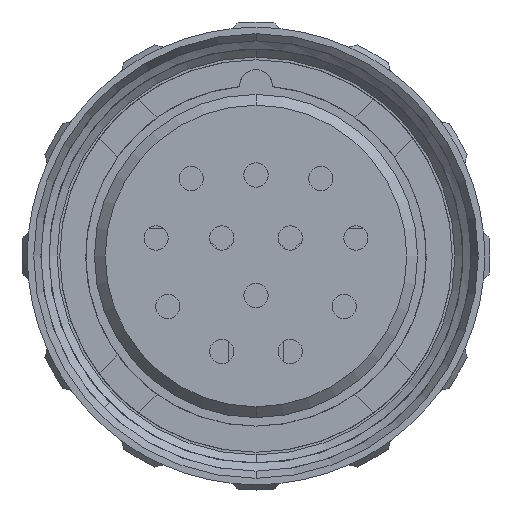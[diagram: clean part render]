
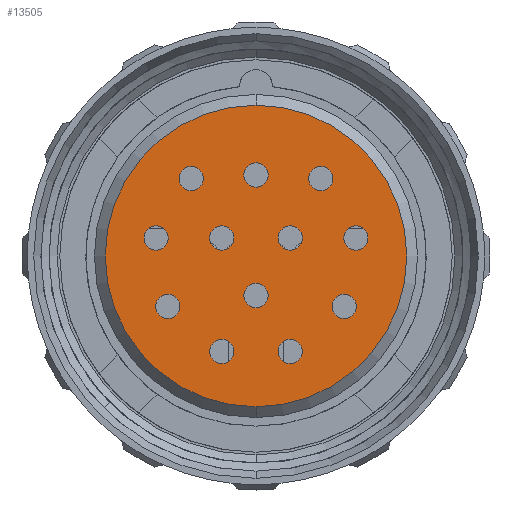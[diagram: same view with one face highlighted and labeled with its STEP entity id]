
A CAD part, left-side view. The second image highlights one B-rep face of the part: STEP entity #13505.
In plain terms, the highlighted planar face has unit normal (-1, 0, 0).
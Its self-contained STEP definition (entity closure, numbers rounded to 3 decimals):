
#1742=CARTESIAN_POINT('',(-13.8,0.,0.));
#1743=DIRECTION('',(-1.,0.,0.));
#1744=DIRECTION('',(0.,0.,-1.));
#1745=AXIS2_PLACEMENT_3D('',#1742,#1743,#1744);
#1747=CARTESIAN_POINT('',(-13.8,0.,0.));
#1748=DIRECTION('',(-1.,0.,0.));
#1749=DIRECTION('',(0.,0.,1.));
#1750=AXIS2_PLACEMENT_3D('',#1747,#1748,#1749);
#1752=CARTESIAN_POINT('',(-13.8,4.9,-2.8));
#1753=DIRECTION('',(1.,0.,0.));
#1754=DIRECTION('',(0.,0.,-1.));
#1755=AXIS2_PLACEMENT_3D('',#1752,#1753,#1754);
#1757=CARTESIAN_POINT('',(-13.8,4.9,-2.8));
#1758=DIRECTION('',(1.,0.,0.));
#1759=DIRECTION('',(0.,0.,1.));
#1760=AXIS2_PLACEMENT_3D('',#1757,#1758,#1759);
#1762=CARTESIAN_POINT('',(-13.8,5.55,1.));
#1763=DIRECTION('',(1.,0.,0.));
#1764=DIRECTION('',(0.,0.,-1.));
#1765=AXIS2_PLACEMENT_3D('',#1762,#1763,#1764);
#1767=CARTESIAN_POINT('',(-13.8,5.55,1.));
#1768=DIRECTION('',(1.,0.,0.));
#1769=DIRECTION('',(0.,0.,1.));
#1770=AXIS2_PLACEMENT_3D('',#1767,#1768,#1769);
#1772=CARTESIAN_POINT('',(-13.8,3.6,4.3));
#1773=DIRECTION('',(-1.,0.,0.));
#1774=DIRECTION('',(0.,0.,1.));
#1775=AXIS2_PLACEMENT_3D('',#1772,#1773,#1774);
#1777=CARTESIAN_POINT('',(-13.8,3.6,4.3));
#1778=DIRECTION('',(-1.,0.,0.));
#1779=DIRECTION('',(0.,0.,-1.));
#1780=AXIS2_PLACEMENT_3D('',#1777,#1778,#1779);
#1782=CARTESIAN_POINT('',(-13.8,1.9,1.));
#1783=DIRECTION('',(1.,0.,0.));
#1784=DIRECTION('',(0.,0.,-1.));
#1785=AXIS2_PLACEMENT_3D('',#1782,#1783,#1784);
#1787=CARTESIAN_POINT('',(-13.8,1.9,1.));
#1788=DIRECTION('',(1.,0.,0.));
#1789=DIRECTION('',(0.,0.,1.));
#1790=AXIS2_PLACEMENT_3D('',#1787,#1788,#1789);
#1792=CARTESIAN_POINT('',(-13.8,1.9,-5.3));
#1793=DIRECTION('',(-1.,0.,0.));
#1794=DIRECTION('',(0.,0.,1.));
#1795=AXIS2_PLACEMENT_3D('',#1792,#1793,#1794);
#1797=CARTESIAN_POINT('',(-13.8,1.9,-5.3));
#1798=DIRECTION('',(-1.,0.,0.));
#1799=DIRECTION('',(0.,0.,-1.));
#1800=AXIS2_PLACEMENT_3D('',#1797,#1798,#1799);
#1802=CARTESIAN_POINT('',(-13.8,-1.9,-5.3));
#1803=DIRECTION('',(-1.,0.,0.));
#1804=DIRECTION('',(0.,0.,1.));
#1805=AXIS2_PLACEMENT_3D('',#1802,#1803,#1804);
#1807=CARTESIAN_POINT('',(-13.8,-1.9,-5.3));
#1808=DIRECTION('',(-1.,0.,0.));
#1809=DIRECTION('',(0.,0.,-1.));
#1810=AXIS2_PLACEMENT_3D('',#1807,#1808,#1809);
#1812=CARTESIAN_POINT('',(-13.8,0.,-2.2));
#1813=DIRECTION('',(1.,0.,0.));
#1814=DIRECTION('',(0.,0.,-1.));
#1815=AXIS2_PLACEMENT_3D('',#1812,#1813,#1814);
#1817=CARTESIAN_POINT('',(-13.8,0.,-2.2));
#1818=DIRECTION('',(1.,0.,0.));
#1819=DIRECTION('',(0.,0.,1.));
#1820=AXIS2_PLACEMENT_3D('',#1817,#1818,#1819);
#1822=CARTESIAN_POINT('',(-13.8,-1.9,1.));
#1823=DIRECTION('',(1.,0.,0.));
#1824=DIRECTION('',(0.,0.,-1.));
#1825=AXIS2_PLACEMENT_3D('',#1822,#1823,#1824);
#1827=CARTESIAN_POINT('',(-13.8,-1.9,1.));
#1828=DIRECTION('',(1.,0.,0.));
#1829=DIRECTION('',(0.,0.,1.));
#1830=AXIS2_PLACEMENT_3D('',#1827,#1828,#1829);
#1832=CARTESIAN_POINT('',(-13.8,-4.9,-2.8));
#1833=DIRECTION('',(1.,0.,0.));
#1834=DIRECTION('',(0.,0.,-1.));
#1835=AXIS2_PLACEMENT_3D('',#1832,#1833,#1834);
#1837=CARTESIAN_POINT('',(-13.8,-4.9,-2.8));
#1838=DIRECTION('',(1.,0.,0.));
#1839=DIRECTION('',(0.,0.,1.));
#1840=AXIS2_PLACEMENT_3D('',#1837,#1838,#1839);
#1842=CARTESIAN_POINT('',(-13.8,-5.55,1.));
#1843=DIRECTION('',(1.,0.,0.));
#1844=DIRECTION('',(0.,0.,-1.));
#1845=AXIS2_PLACEMENT_3D('',#1842,#1843,#1844);
#1847=CARTESIAN_POINT('',(-13.8,-5.55,1.));
#1848=DIRECTION('',(1.,0.,0.));
#1849=DIRECTION('',(0.,0.,1.));
#1850=AXIS2_PLACEMENT_3D('',#1847,#1848,#1849);
#1852=CARTESIAN_POINT('',(-13.8,-3.6,4.3));
#1853=DIRECTION('',(-1.,0.,0.));
#1854=DIRECTION('',(0.,0.,1.));
#1855=AXIS2_PLACEMENT_3D('',#1852,#1853,#1854);
#1857=CARTESIAN_POINT('',(-13.8,-3.6,4.3));
#1858=DIRECTION('',(-1.,0.,0.));
#1859=DIRECTION('',(0.,0.,-1.));
#1860=AXIS2_PLACEMENT_3D('',#1857,#1858,#1859);
#1862=CARTESIAN_POINT('',(-13.8,0.,4.5));
#1863=DIRECTION('',(1.,0.,0.));
#1864=DIRECTION('',(0.,0.,-1.));
#1865=AXIS2_PLACEMENT_3D('',#1862,#1863,#1864);
#1867=CARTESIAN_POINT('',(-13.8,0.,4.5));
#1868=DIRECTION('',(1.,0.,0.));
#1869=DIRECTION('',(0.,0.,1.));
#1870=AXIS2_PLACEMENT_3D('',#1867,#1868,#1869);
#7858=CARTESIAN_POINT('',(-13.8,1.9,1.675));
#7859=VERTEX_POINT('',#7858);
#7916=CARTESIAN_POINT('',(-13.8,-1.9,1.675));
#7917=CARTESIAN_POINT('',(-13.8,-1.9,0.325));
#7918=VERTEX_POINT('',#7916);
#7919=VERTEX_POINT('',#7917);
#7936=CARTESIAN_POINT('',(-13.8,4.9,-3.475));
#7938=VERTEX_POINT('',#7936);
#7968=CARTESIAN_POINT('',(-13.8,-5.55,0.325));
#7970=VERTEX_POINT('',#7968);
#7974=CARTESIAN_POINT('',(-13.8,5.55,0.325));
#7975=CARTESIAN_POINT('',(-13.8,5.55,1.675));
#7976=VERTEX_POINT('',#7974);
#7977=VERTEX_POINT('',#7975);
#7978=CARTESIAN_POINT('',(-13.8,-1.9,-5.975));
#7979=CARTESIAN_POINT('',(-13.8,-1.9,-4.625));
#7980=VERTEX_POINT('',#7978);
#7981=VERTEX_POINT('',#7979);
#8001=CARTESIAN_POINT('',(-13.8,-5.55,1.675));
#8003=VERTEX_POINT('',#8001);
#8017=CARTESIAN_POINT('',(-13.8,4.9,-2.125));
#8018=VERTEX_POINT('',#8017);
#8019=CARTESIAN_POINT('',(-13.8,0.,-1.525));
#8021=VERTEX_POINT('',#8019);
#8039=CARTESIAN_POINT('',(-13.8,-4.9,-3.475));
#8040=CARTESIAN_POINT('',(-13.8,-4.9,-2.125));
#8041=VERTEX_POINT('',#8039);
#8042=VERTEX_POINT('',#8040);
#8043=CARTESIAN_POINT('',(-13.8,0.,-8.375));
#8044=CARTESIAN_POINT('',(-13.8,0.,8.375));
#8045=VERTEX_POINT('',#8043);
#8046=VERTEX_POINT('',#8044);
#8064=CARTESIAN_POINT('',(-13.8,0.,-2.875));
#8065=VERTEX_POINT('',#8064);
#8119=CARTESIAN_POINT('',(-13.8,3.6,4.975));
#8120=CARTESIAN_POINT('',(-13.8,3.6,3.625));
#8121=VERTEX_POINT('',#8119);
#8122=VERTEX_POINT('',#8120);
#8124=CARTESIAN_POINT('',(-13.8,1.9,0.325));
#8125=VERTEX_POINT('',#8124);
#8136=CARTESIAN_POINT('',(-13.8,1.9,-4.625));
#8137=CARTESIAN_POINT('',(-13.8,1.9,-5.975));
#8138=VERTEX_POINT('',#8136);
#8139=VERTEX_POINT('',#8137);
#8186=CARTESIAN_POINT('',(-13.8,0.,3.825));
#8187=VERTEX_POINT('',#8186);
#8188=CARTESIAN_POINT('',(-13.8,-3.6,3.625));
#8189=CARTESIAN_POINT('',(-13.8,-3.6,4.975));
#8190=VERTEX_POINT('',#8188);
#8191=VERTEX_POINT('',#8189);
#8193=CARTESIAN_POINT('',(-13.8,0.,5.175));
#8194=VERTEX_POINT('',#8193);
#13430=CARTESIAN_POINT('',(-13.8,8.375,0.));
#13431=DIRECTION('',(1.,0.,0.));
#13432=DIRECTION('',(0.,1.,0.));
#13433=AXIS2_PLACEMENT_3D('',#13430,#13431,#13432);
#13434=PLANE('',#13433);
#13436=ORIENTED_EDGE('',*,*,#13435,.F.);
#13438=ORIENTED_EDGE('',*,*,#13437,.F.);
#13439=EDGE_LOOP('',(#13436,#13438));
#13440=FACE_OUTER_BOUND('',#13439,.F.);
#13442=ORIENTED_EDGE('',*,*,#13441,.F.);
#13444=ORIENTED_EDGE('',*,*,#13443,.F.);
#13445=EDGE_LOOP('',(#13442,#13444));
#13446=FACE_BOUND('',#13445,.F.);
#13447=ORIENTED_EDGE('',*,*,#13366,.F.);
#13449=ORIENTED_EDGE('',*,*,#13448,.F.);
#13450=EDGE_LOOP('',(#13447,#13449));
#13451=FACE_BOUND('',#13450,.F.);
#13453=ORIENTED_EDGE('',*,*,#13452,.T.);
#13455=ORIENTED_EDGE('',*,*,#13454,.T.);
#13456=EDGE_LOOP('',(#13453,#13455));
#13457=FACE_BOUND('',#13456,.F.);
#13458=ORIENTED_EDGE('',*,*,#13336,.F.);
#13459=ORIENTED_EDGE('',*,*,#12941,.F.);
#13460=EDGE_LOOP('',(#13458,#13459));
#13461=FACE_BOUND('',#13460,.F.);
#13463=ORIENTED_EDGE('',*,*,#13462,.T.);
#13465=ORIENTED_EDGE('',*,*,#13464,.T.);
#13466=EDGE_LOOP('',(#13463,#13465));
#13467=FACE_BOUND('',#13466,.F.);
#13469=ORIENTED_EDGE('',*,*,#13468,.T.);
#13471=ORIENTED_EDGE('',*,*,#13470,.T.);
#13472=EDGE_LOOP('',(#13469,#13471));
#13473=FACE_BOUND('',#13472,.F.);
#13474=ORIENTED_EDGE('',*,*,#13029,.F.);
#13476=ORIENTED_EDGE('',*,*,#13475,.F.);
#13477=EDGE_LOOP('',(#13474,#13476));
#13478=FACE_BOUND('',#13477,.F.);
#13480=ORIENTED_EDGE('',*,*,#13479,.F.);
#13482=ORIENTED_EDGE('',*,*,#13481,.F.);
#13483=EDGE_LOOP('',(#13480,#13482));
#13484=FACE_BOUND('',#13483,.F.);
#13485=ORIENTED_EDGE('',*,*,#12983,.F.);
#13487=ORIENTED_EDGE('',*,*,#13486,.F.);
#13488=EDGE_LOOP('',(#13485,#13487));
#13489=FACE_BOUND('',#13488,.F.);
#13490=ORIENTED_EDGE('',*,*,#13321,.F.);
#13492=ORIENTED_EDGE('',*,*,#13491,.F.);
#13493=EDGE_LOOP('',(#13490,#13492));
#13494=FACE_BOUND('',#13493,.F.);
#13496=ORIENTED_EDGE('',*,*,#13495,.T.);
#13498=ORIENTED_EDGE('',*,*,#13497,.T.);
#13499=EDGE_LOOP('',(#13496,#13498));
#13500=FACE_BOUND('',#13499,.F.);
#13501=ORIENTED_EDGE('',*,*,#13135,.F.);
#13502=ORIENTED_EDGE('',*,*,#13122,.F.);
#13503=EDGE_LOOP('',(#13501,#13502));
#13504=FACE_BOUND('',#13503,.F.);
#13505=ADVANCED_FACE('',(#13440,#13446,#13451,#13457,#13461,#13467,#13473,
#13478,#13484,#13489,#13494,#13500,#13504),#13434,.F.);
#1746=CIRCLE('',#1745,8.375);
#1751=CIRCLE('',#1750,8.375);
#1756=CIRCLE('',#1755,0.675);
#1761=CIRCLE('',#1760,0.675);
#1766=CIRCLE('',#1765,0.675);
#1771=CIRCLE('',#1770,0.675);
#1776=CIRCLE('',#1775,0.675);
#1781=CIRCLE('',#1780,0.675);
#1786=CIRCLE('',#1785,0.675);
#1791=CIRCLE('',#1790,0.675);
#1796=CIRCLE('',#1795,0.675);
#1801=CIRCLE('',#1800,0.675);
#1806=CIRCLE('',#1805,0.675);
#1811=CIRCLE('',#1810,0.675);
#1816=CIRCLE('',#1815,0.675);
#1821=CIRCLE('',#1820,0.675);
#1826=CIRCLE('',#1825,0.675);
#1831=CIRCLE('',#1830,0.675);
#1836=CIRCLE('',#1835,0.675);
#1841=CIRCLE('',#1840,0.675);
#1846=CIRCLE('',#1845,0.675);
#1851=CIRCLE('',#1850,0.675);
#1856=CIRCLE('',#1855,0.675);
#1861=CIRCLE('',#1860,0.675);
#1866=CIRCLE('',#1865,0.675);
#1871=CIRCLE('',#1870,0.675);
#12941=EDGE_CURVE('',#7859,#8125,#1791,.T.);
#12983=EDGE_CURVE('',#8041,#8042,#1836,.T.);
#13029=EDGE_CURVE('',#8065,#8021,#1816,.T.);
#13122=EDGE_CURVE('',#8194,#8187,#1871,.T.);
#13135=EDGE_CURVE('',#8187,#8194,#1866,.T.);
#13321=EDGE_CURVE('',#7970,#8003,#1846,.T.);
#13336=EDGE_CURVE('',#8125,#7859,#1786,.T.);
#13366=EDGE_CURVE('',#7976,#7977,#1766,.T.);
#13435=EDGE_CURVE('',#8045,#8046,#1746,.T.);
#13437=EDGE_CURVE('',#8046,#8045,#1751,.T.);
#13441=EDGE_CURVE('',#7938,#8018,#1756,.T.);
#13443=EDGE_CURVE('',#8018,#7938,#1761,.T.);
#13448=EDGE_CURVE('',#7977,#7976,#1771,.T.);
#13452=EDGE_CURVE('',#8121,#8122,#1776,.T.);
#13454=EDGE_CURVE('',#8122,#8121,#1781,.T.);
#13462=EDGE_CURVE('',#8138,#8139,#1796,.T.);
#13464=EDGE_CURVE('',#8139,#8138,#1801,.T.);
#13468=EDGE_CURVE('',#7981,#7980,#1806,.T.);
#13470=EDGE_CURVE('',#7980,#7981,#1811,.T.);
#13475=EDGE_CURVE('',#8021,#8065,#1821,.T.);
#13479=EDGE_CURVE('',#7919,#7918,#1826,.T.);
#13481=EDGE_CURVE('',#7918,#7919,#1831,.T.);
#13486=EDGE_CURVE('',#8042,#8041,#1841,.T.);
#13491=EDGE_CURVE('',#8003,#7970,#1851,.T.);
#13495=EDGE_CURVE('',#8191,#8190,#1856,.T.);
#13497=EDGE_CURVE('',#8190,#8191,#1861,.T.);
